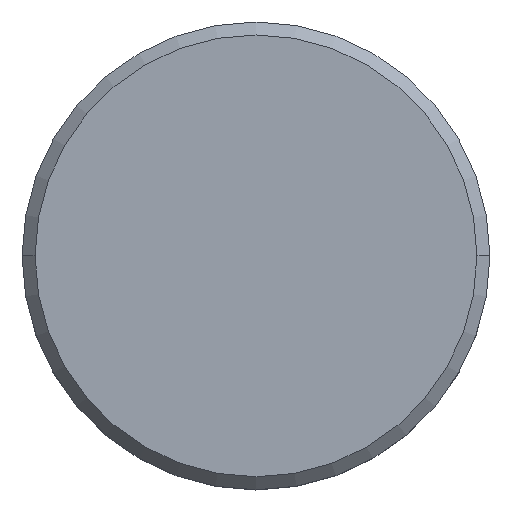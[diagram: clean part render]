
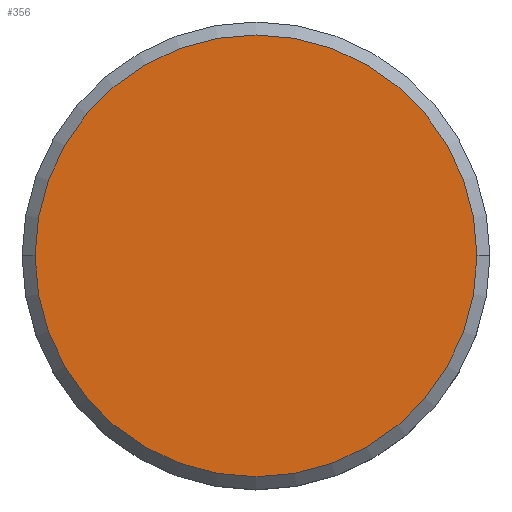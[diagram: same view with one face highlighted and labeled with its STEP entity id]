
A CAD part, top view. The second image highlights one B-rep face of the part: STEP entity #356.
In plain terms, the highlighted planar face has unit normal (0, 0, 1).
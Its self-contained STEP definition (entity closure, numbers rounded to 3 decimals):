
#6 = DIRECTION ( 'NONE',  ( 0., 0., 1. ) ) ;
#16 = PLANE ( 'NONE',  #239 ) ;
#35 = ORIENTED_EDGE ( 'NONE', *, *, #564, .T. ) ;
#44 = AXIS2_PLACEMENT_3D ( 'NONE', #65, #396, #349 ) ;
#54 = EDGE_LOOP ( 'NONE', ( #498, #35 ) ) ;
#65 = CARTESIAN_POINT ( 'NONE',  ( 0., 0., 0. ) ) ;
#80 = CIRCLE ( 'NONE', #44, 8.5 ) ;
#190 = DIRECTION ( 'NONE',  ( 1., 0., 0. ) ) ;
#193 = CARTESIAN_POINT ( 'NONE',  ( -8.5, 0., 0. ) ) ;
#206 = VERTEX_POINT ( 'NONE', #318 ) ;
#224 = CIRCLE ( 'NONE', #303, 8.5 ) ;
#239 = AXIS2_PLACEMENT_3D ( 'NONE', #499, #529, #538 ) ;
#296 = EDGE_CURVE ( 'NONE', #501, #206, #80, .T. ) ;
#303 = AXIS2_PLACEMENT_3D ( 'NONE', #514, #6, #190 ) ;
#318 = CARTESIAN_POINT ( 'NONE',  ( 8.5, 0., 0. ) ) ;
#349 = DIRECTION ( 'NONE',  ( 1., 0., 0. ) ) ;
#356 = ADVANCED_FACE ( 'NONE', ( #438 ), #16, .T. ) ;
#396 = DIRECTION ( 'NONE',  ( 0., 0., 1. ) ) ;
#438 = FACE_OUTER_BOUND ( 'NONE', #54, .T. ) ;
#498 = ORIENTED_EDGE ( 'NONE', *, *, #296, .T. ) ;
#499 = CARTESIAN_POINT ( 'NONE',  ( 0., 0., 0. ) ) ;
#501 = VERTEX_POINT ( 'NONE', #193 ) ;
#514 = CARTESIAN_POINT ( 'NONE',  ( 0., 0., 0. ) ) ;
#529 = DIRECTION ( 'NONE',  ( 0., 0., 1. ) ) ;
#538 = DIRECTION ( 'NONE',  ( 1., 0., 0. ) ) ;
#564 = EDGE_CURVE ( 'NONE', #206, #501, #224, .T. ) ;
